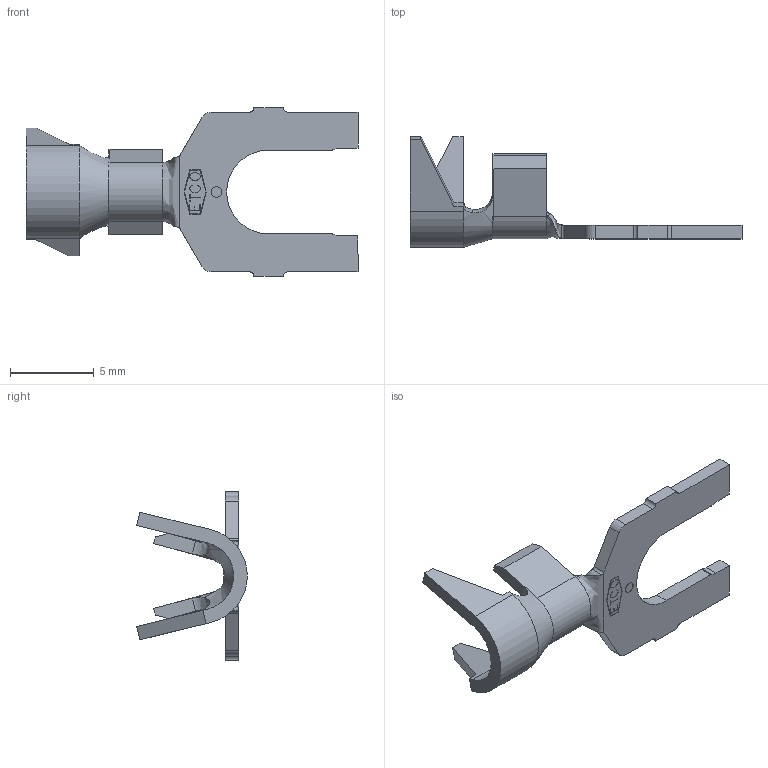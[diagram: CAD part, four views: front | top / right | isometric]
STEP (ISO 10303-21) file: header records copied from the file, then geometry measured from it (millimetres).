
FILE_DESCRIPTION (( 'STEP AP203' ), '1' );
FILE_NAME ('04327.STEP', '2015-03-30T14:52:08', ( '' ), ( '' ), 'SwSTEP 2.0', 'SolidWorks 2014', '' );
FILE_SCHEMA (( 'CONFIG_CONTROL_DESIGN' ));
Length unit declared in the file: inch
Products named in the file (1): 04327
Bounding box: 19.81 x 6.6 x 10.03 mm (x, y, z)
Volume: 117 mm3; surface area: 374.7 mm2
Topology: 1 solids, 1 shells, 225 faces, 611 edges, 396 vertices
Faces by surface type: plane 180, cylinder 23, bspline 16, cone 6
Entity records: 7366 total; most frequent: CARTESIAN_POINT 1739, ORIENTED_EDGE 1222, DIRECTION 1028, EDGE_CURVE 611, VECTOR 516, LINE 516, VERTEX_POINT 396, AXIS2_PLACEMENT_3D 256
